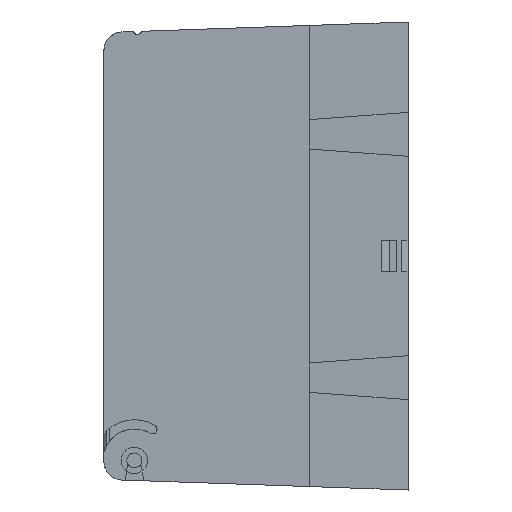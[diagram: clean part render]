
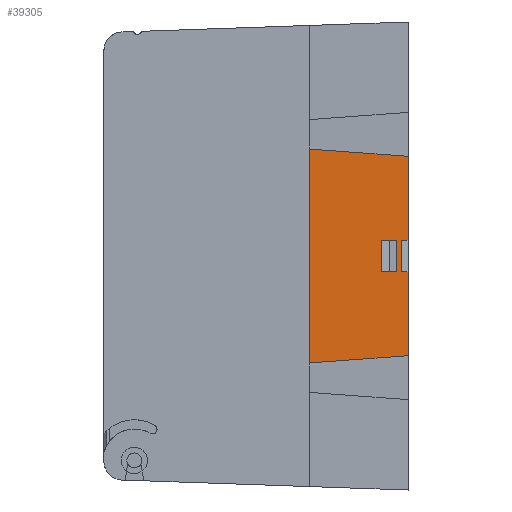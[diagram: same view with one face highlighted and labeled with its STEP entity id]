
A CAD part, left-side view. The second image highlights one B-rep face of the part: STEP entity #39305.
In plain terms, the highlighted planar face has unit normal (1, 0, 0).
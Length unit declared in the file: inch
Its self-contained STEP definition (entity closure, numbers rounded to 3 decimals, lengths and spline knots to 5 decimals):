
#17 = DIRECTION ( 'NONE',  ( 0., 0., 1. ) ) ;
#521 = VECTOR ( 'NONE', #8700, 39.37008 ) ;
#704 = CARTESIAN_POINT ( 'NONE',  ( -4.3542, -0.625, 1.14282 ) ) ;
#2000 = CARTESIAN_POINT ( 'NONE',  ( -4.3542, -0.625, 0.17 ) ) ;
#2045 = VERTEX_POINT ( 'NONE', #37733 ) ;
#2744 = LINE ( 'NONE', #43173, #28228 ) ;
#3030 = CARTESIAN_POINT ( 'NONE',  ( -4.3542, -1.555, -2.21333 ) ) ;
#3892 = VECTOR ( 'NONE', #35509, 39.37008 ) ;
#4090 = VECTOR ( 'NONE', #53357, 39.37008 ) ;
#4218 = CARTESIAN_POINT ( 'NONE',  ( -4.3542, -0.625, -0.17 ) ) ;
#4219 = EDGE_CURVE ( 'NONE', #43284, #20541, #51317, .T. ) ;
#4734 = ORIENTED_EDGE ( 'NONE', *, *, #61568, .F. ) ;
#4780 = DIRECTION ( 'NONE',  ( 0., 1., 0. ) ) ;
#4948 = EDGE_CURVE ( 'NONE', #29103, #34661, #5555, .T. ) ;
#4986 = DIRECTION ( 'NONE',  ( 0., -1., 0. ) ) ;
#5191 = EDGE_CURVE ( 'NONE', #18958, #55244, #13808, .T. ) ;
#5555 = LINE ( 'NONE', #53230, #4090 ) ;
#7154 = CARTESIAN_POINT ( 'NONE',  ( -4.3542, -1.675, 1.065 ) ) ;
#7218 = CARTESIAN_POINT ( 'NONE',  ( -4.3542, -1.555, -0.17 ) ) ;
#8514 = CARTESIAN_POINT ( 'NONE',  ( -4.3542, -1.675, -2.25 ) ) ;
#8567 = CARTESIAN_POINT ( 'NONE',  ( -4.3542, -0.625, -1.14282 ) ) ;
#8700 = DIRECTION ( 'NONE',  ( 0., 0., 1. ) ) ;
#8899 = CARTESIAN_POINT ( 'NONE',  ( -4.3542, -1.3934, -0.17 ) ) ;
#8966 = ORIENTED_EDGE ( 'NONE', *, *, #5191, .F. ) ;
#9992 = EDGE_LOOP ( 'NONE', ( #46252, #31531, #21034, #8966, #22818, #49724, #4734, #26711 ) ) ;
#10640 = CARTESIAN_POINT ( 'NONE',  ( -4.3542, -1.675, 0.17 ) ) ;
#12231 = EDGE_CURVE ( 'NONE', #55244, #43284, #47996, .T. ) ;
#12328 = CARTESIAN_POINT ( 'NONE',  ( -4.3542, -1.3934, -2.21333 ) ) ;
#12885 = VERTEX_POINT ( 'NONE', #21536 ) ;
#12946 = FACE_BOUND ( 'NONE', #19859, .T. ) ;
#13104 = CARTESIAN_POINT ( 'NONE',  ( -4.3542, -1.605, -0.17 ) ) ;
#13441 = EDGE_CURVE ( 'NONE', #34661, #18958, #20130, .T. ) ;
#13808 = LINE ( 'NONE', #33728, #39104 ) ;
#17950 = EDGE_CURVE ( 'NONE', #20541, #35030, #46973, .T. ) ;
#18436 = EDGE_CURVE ( 'NONE', #57629, #53393, #2744, .T. ) ;
#18958 = VERTEX_POINT ( 'NONE', #704 ) ;
#19859 = EDGE_LOOP ( 'NONE', ( #32343, #59025, #57261, #36847 ) ) ;
#20130 = LINE ( 'NONE', #7154, #56544 ) ;
#20541 = VERTEX_POINT ( 'NONE', #26015 ) ;
#21034 = ORIENTED_EDGE ( 'NONE', *, *, #12231, .F. ) ;
#21536 = CARTESIAN_POINT ( 'NONE',  ( -4.3542, -1.3934, 0.17 ) ) ;
#21869 = AXIS2_PLACEMENT_3D ( 'NONE', #57113, #28677, #17 ) ;
#22816 = EDGE_CURVE ( 'NONE', #24735, #57629, #23019, .T. ) ;
#22818 = ORIENTED_EDGE ( 'NONE', *, *, #13441, .F. ) ;
#23019 = LINE ( 'NONE', #3030, #35653 ) ;
#24735 = VERTEX_POINT ( 'NONE', #38707 ) ;
#25169 = DIRECTION ( 'NONE',  ( 0., 0.997, 0.074 ) ) ;
#26015 = CARTESIAN_POINT ( 'NONE',  ( -4.3542, -1.675, -0.17 ) ) ;
#26711 = ORIENTED_EDGE ( 'NONE', *, *, #53255, .F. ) ;
#27171 = EDGE_CURVE ( 'NONE', #12885, #24735, #34439, .T. ) ;
#28228 = VECTOR ( 'NONE', #4780, 39.37008 ) ;
#28663 = VECTOR ( 'NONE', #36142, 39.37008 ) ;
#28677 = DIRECTION ( 'NONE',  ( -1., 0., 0. ) ) ;
#28825 = CARTESIAN_POINT ( 'NONE',  ( -4.3542, -0.625, 0.17 ) ) ;
#29103 = VERTEX_POINT ( 'NONE', #10640 ) ;
#29817 = VECTOR ( 'NONE', #36649, 39.37008 ) ;
#30148 = LINE ( 'NONE', #12328, #28663 ) ;
#31531 = ORIENTED_EDGE ( 'NONE', *, *, #4219, .F. ) ;
#31704 = DIRECTION ( 'NONE',  ( 0., 0., -1. ) ) ;
#32343 = ORIENTED_EDGE ( 'NONE', *, *, #18436, .F. ) ;
#33278 = PLANE ( 'NONE',  #21869 ) ;
#33728 = CARTESIAN_POINT ( 'NONE',  ( -4.3542, -0.625, -4.87979 ) ) ;
#33935 = DIRECTION ( 'NONE',  ( 0., 0., -1. ) ) ;
#34305 = VECTOR ( 'NONE', #42423, 39.37008 ) ;
#34439 = LINE ( 'NONE', #28825, #58164 ) ;
#34661 = VERTEX_POINT ( 'NONE', #52874 ) ;
#35030 = VERTEX_POINT ( 'NONE', #13104 ) ;
#35509 = DIRECTION ( 'NONE',  ( 0., -1., 0. ) ) ;
#35653 = VECTOR ( 'NONE', #31704, 39.37008 ) ;
#36142 = DIRECTION ( 'NONE',  ( 0., 0., 1. ) ) ;
#36649 = DIRECTION ( 'NONE',  ( 0., 0., 1. ) ) ;
#36847 = ORIENTED_EDGE ( 'NONE', *, *, #37110, .F. ) ;
#37110 = EDGE_CURVE ( 'NONE', #53393, #12885, #30148, .T. ) ;
#37733 = CARTESIAN_POINT ( 'NONE',  ( -4.3542, -1.605, 0.17 ) ) ;
#38707 = CARTESIAN_POINT ( 'NONE',  ( -4.3542, -1.555, 0.17 ) ) ;
#39104 = VECTOR ( 'NONE', #33935, 39.37008 ) ;
#39305 = ADVANCED_FACE ( 'NONE', ( #12946, #56102 ), #33278, .F. ) ;
#40470 = LINE ( 'NONE', #2000, #3892 ) ;
#42423 = DIRECTION ( 'NONE',  ( 0., 1., 0. ) ) ;
#43173 = CARTESIAN_POINT ( 'NONE',  ( -4.3542, -0.625, -0.17 ) ) ;
#43284 = VERTEX_POINT ( 'NONE', #51820 ) ;
#43929 = LINE ( 'NONE', #45982, #29817 ) ;
#45982 = CARTESIAN_POINT ( 'NONE',  ( -4.3542, -1.605, -2.21333 ) ) ;
#46252 = ORIENTED_EDGE ( 'NONE', *, *, #17950, .F. ) ;
#46973 = LINE ( 'NONE', #4218, #34305 ) ;
#47996 = LINE ( 'NONE', #49674, #59055 ) ;
#49520 = DIRECTION ( 'NONE',  ( 0., -0.997, 0.074 ) ) ;
#49674 = CARTESIAN_POINT ( 'NONE',  ( -4.3542, -0.625, -1.14282 ) ) ;
#49724 = ORIENTED_EDGE ( 'NONE', *, *, #4948, .F. ) ;
#51317 = LINE ( 'NONE', #8514, #521 ) ;
#51820 = CARTESIAN_POINT ( 'NONE',  ( -4.3542, -1.675, -1.065 ) ) ;
#52874 = CARTESIAN_POINT ( 'NONE',  ( -4.3542, -1.675, 1.065 ) ) ;
#53230 = CARTESIAN_POINT ( 'NONE',  ( -4.3542, -1.675, -2.25 ) ) ;
#53255 = EDGE_CURVE ( 'NONE', #35030, #2045, #43929, .T. ) ;
#53357 = DIRECTION ( 'NONE',  ( 0., 0., 1. ) ) ;
#53393 = VERTEX_POINT ( 'NONE', #8899 ) ;
#55244 = VERTEX_POINT ( 'NONE', #8567 ) ;
#56102 = FACE_OUTER_BOUND ( 'NONE', #9992, .T. ) ;
#56544 = VECTOR ( 'NONE', #25169, 39.37008 ) ;
#57113 = CARTESIAN_POINT ( 'NONE',  ( -4.3542, -0.625, -2.21333 ) ) ;
#57261 = ORIENTED_EDGE ( 'NONE', *, *, #27171, .F. ) ;
#57629 = VERTEX_POINT ( 'NONE', #7218 ) ;
#58164 = VECTOR ( 'NONE', #4986, 39.37008 ) ;
#59025 = ORIENTED_EDGE ( 'NONE', *, *, #22816, .F. ) ;
#59055 = VECTOR ( 'NONE', #49520, 39.37008 ) ;
#61568 = EDGE_CURVE ( 'NONE', #2045, #29103, #40470, .T. ) ;
